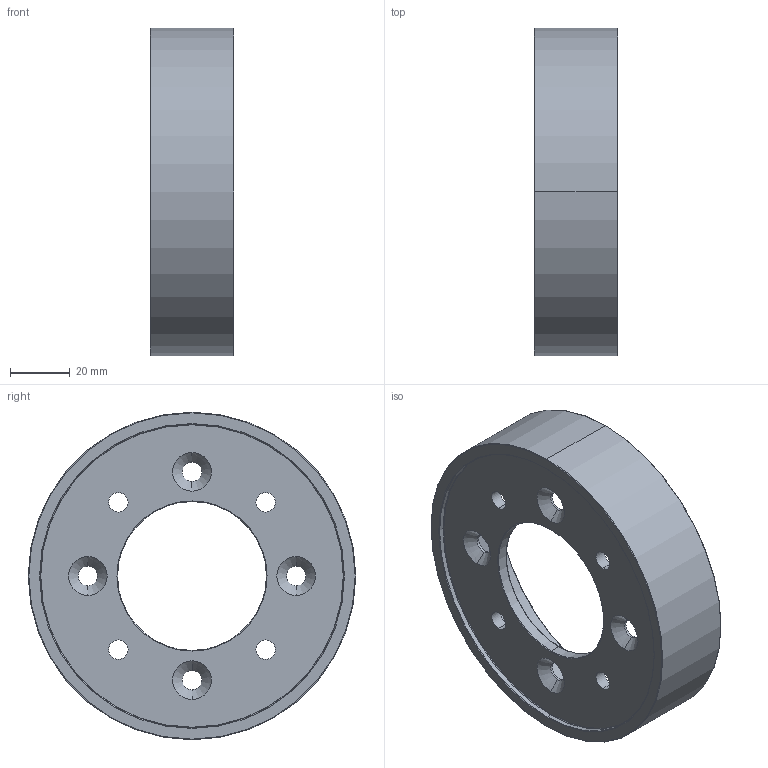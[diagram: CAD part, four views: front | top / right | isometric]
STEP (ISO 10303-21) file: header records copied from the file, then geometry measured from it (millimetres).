
FILE_DESCRIPTION (( 'STEP AP214' ), '1' );
FILE_NAME ('RR24004A.STEP', '2024-03-04T19:54:05', ( '' ), ( '' ), 'SwSTEP 2.0', 'SolidWorks 2021', '' );
FILE_SCHEMA (( 'AUTOMOTIVE_DESIGN' ));
Length unit declared in the file: millimetre
Products named in the file (1): RR24004A
Bounding box: 28 x 110 x 110 mm (x, y, z)
Volume: 60548.2 mm3; surface area: 32789.9 mm2
Topology: 1 solids, 1 shells, 52 faces, 120 edges, 72 vertices
Faces by surface type: cylinder 24, torus 16, cone 8, plane 4
Entity records: 1570 total; most frequent: DIRECTION 314, CARTESIAN_POINT 245, ORIENTED_EDGE 240, AXIS2_PLACEMENT_3D 141, EDGE_CURVE 120, CIRCLE 88, EDGE_LOOP 72, VERTEX_POINT 72
